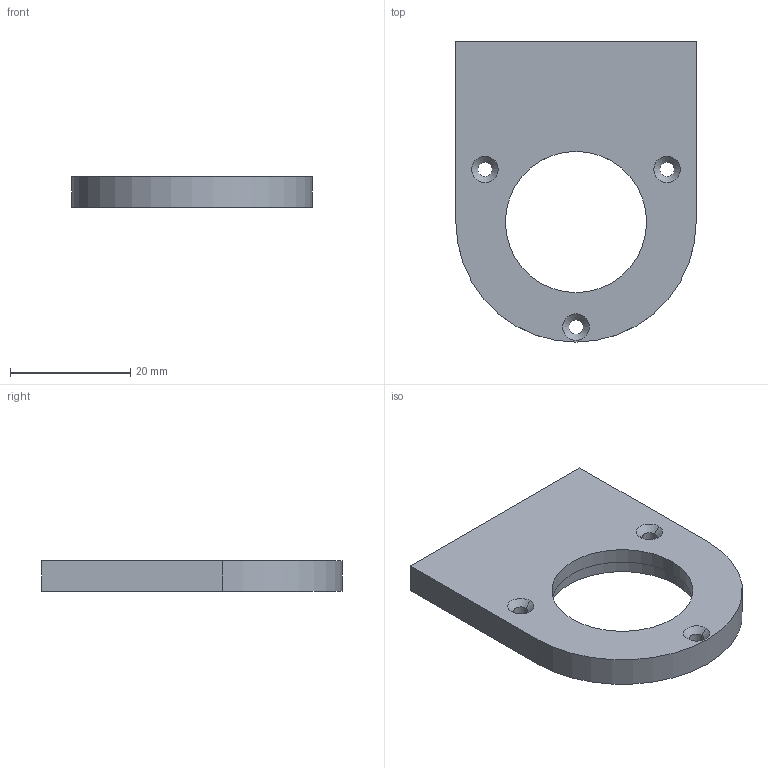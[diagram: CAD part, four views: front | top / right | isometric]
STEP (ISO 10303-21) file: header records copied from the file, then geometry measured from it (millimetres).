
FILE_DESCRIPTION (( 'STEP AP214' ), '1' );
FILE_NAME ('OpenSPIM_1in_Micro_Filter-Holder_Base.STEP', '2012-05-28T15:27:31', ( 'huiskenlab' ), ( '' ), 'SwSTEP 2.0', 'SolidWorks 2012', '' );
FILE_SCHEMA (( 'AUTOMOTIVE_DESIGN' ));
Length unit declared in the file: millimetre
Products named in the file (1): OpenSPIM_1in_Micro_Filter-Holder_Base
Bounding box: 40 x 50 x 5 mm (x, y, z)
Volume: 6747.8 mm3; surface area: 4060.8 mm2
Topology: 1 solids, 1 shells, 23 faces, 54 edges, 34 vertices
Faces by surface type: cylinder 11, cone 6, plane 6
Entity records: 718 total; most frequent: DIRECTION 130, CARTESIAN_POINT 112, ORIENTED_EDGE 108, EDGE_CURVE 54, AXIS2_PLACEMENT_3D 52, VERTEX_POINT 34, EDGE_LOOP 32, CIRCLE 28
